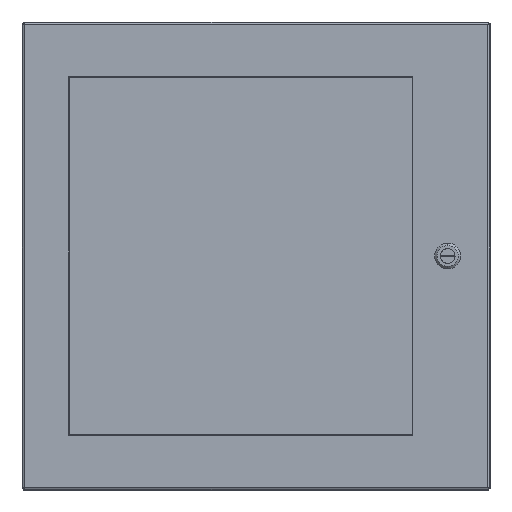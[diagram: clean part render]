
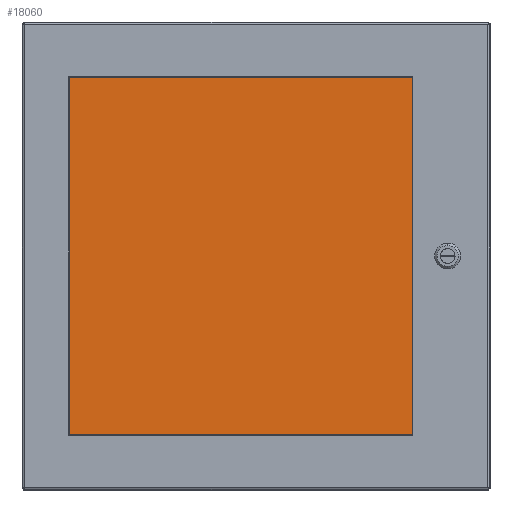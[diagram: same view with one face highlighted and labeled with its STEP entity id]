
A CAD part, front view. The second image highlights one B-rep face of the part: STEP entity #18060.
In plain terms, the highlighted planar face has unit normal (0, -1, 0).
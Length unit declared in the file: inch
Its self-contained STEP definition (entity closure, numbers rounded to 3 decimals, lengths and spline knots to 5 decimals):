
#631 = DIRECTION ( 'NONE',  ( 0., 0., 1. ) ) ;
#2441 = FACE_OUTER_BOUND ( 'NONE', #35682, .T. ) ;
#5172 = CARTESIAN_POINT ( 'NONE',  ( 7.0675, -10.765, 8.031 ) ) ;
#9520 = CARTESIAN_POINT ( 'NONE',  ( 6.683, -10.765, -7.6475 ) ) ;
#10589 = CARTESIAN_POINT ( 'NONE',  ( -7.986, -10.765, -7.6475 ) ) ;
#12684 = CARTESIAN_POINT ( 'NONE',  ( -7.986, -10.765, -7.6475 ) ) ;
#13668 = CARTESIAN_POINT ( 'NONE',  ( 6.683, -10.765, 7.6465 ) ) ;
#14250 = DIRECTION ( 'NONE',  ( 0., -1., 0. ) ) ;
#14375 = DIRECTION ( 'NONE',  ( 0., 0., -1. ) ) ;
#14797 = VECTOR ( 'NONE', #14375, 39.37008 ) ;
#17126 = EDGE_CURVE ( 'NONE', #35915, #28204, #38165, .T. ) ;
#18060 = ADVANCED_FACE ( 'NONE', ( #2441 ), #19863, .T. ) ;
#18725 = ORIENTED_EDGE ( 'NONE', *, *, #25829, .F. ) ;
#19320 = VECTOR ( 'NONE', #33208, 39.37008 ) ;
#19863 = PLANE ( 'NONE',  #35212 ) ;
#20278 = CARTESIAN_POINT ( 'NONE',  ( 6.683, -10.765, -7.6475 ) ) ;
#21105 = EDGE_CURVE ( 'NONE', #23722, #23099, #24970, .T. ) ;
#23099 = VERTEX_POINT ( 'NONE', #30425 ) ;
#23586 = VECTOR ( 'NONE', #30783, 39.37008 ) ;
#23722 = VERTEX_POINT ( 'NONE', #12684 ) ;
#24774 = CARTESIAN_POINT ( 'NONE',  ( -7.986, -10.765, 7.6465 ) ) ;
#24970 = LINE ( 'NONE', #24774, #37224 ) ;
#25533 = EDGE_CURVE ( 'NONE', #23099, #35915, #27685, .T. ) ;
#25829 = EDGE_CURVE ( 'NONE', #28204, #23722, #36292, .T. ) ;
#26961 = ORIENTED_EDGE ( 'NONE', *, *, #25533, .F. ) ;
#27685 = LINE ( 'NONE', #30031, #23586 ) ;
#28204 = VERTEX_POINT ( 'NONE', #20278 ) ;
#28371 = DIRECTION ( 'NONE',  ( -1., 0., 0. ) ) ;
#30031 = CARTESIAN_POINT ( 'NONE',  ( 6.683, -10.765, 7.6465 ) ) ;
#30425 = CARTESIAN_POINT ( 'NONE',  ( -7.986, -10.765, 7.6465 ) ) ;
#30783 = DIRECTION ( 'NONE',  ( 1., 0., 0. ) ) ;
#33208 = DIRECTION ( 'NONE',  ( -1., 0., 0. ) ) ;
#33241 = ORIENTED_EDGE ( 'NONE', *, *, #17126, .F. ) ;
#35212 = AXIS2_PLACEMENT_3D ( 'NONE', #5172, #14250, #28371 ) ;
#35682 = EDGE_LOOP ( 'NONE', ( #33241, #26961, #36519, #18725 ) ) ;
#35915 = VERTEX_POINT ( 'NONE', #13668 ) ;
#36292 = LINE ( 'NONE', #10589, #19320 ) ;
#36519 = ORIENTED_EDGE ( 'NONE', *, *, #21105, .F. ) ;
#37224 = VECTOR ( 'NONE', #631, 39.37008 ) ;
#38165 = LINE ( 'NONE', #9520, #14797 ) ;
